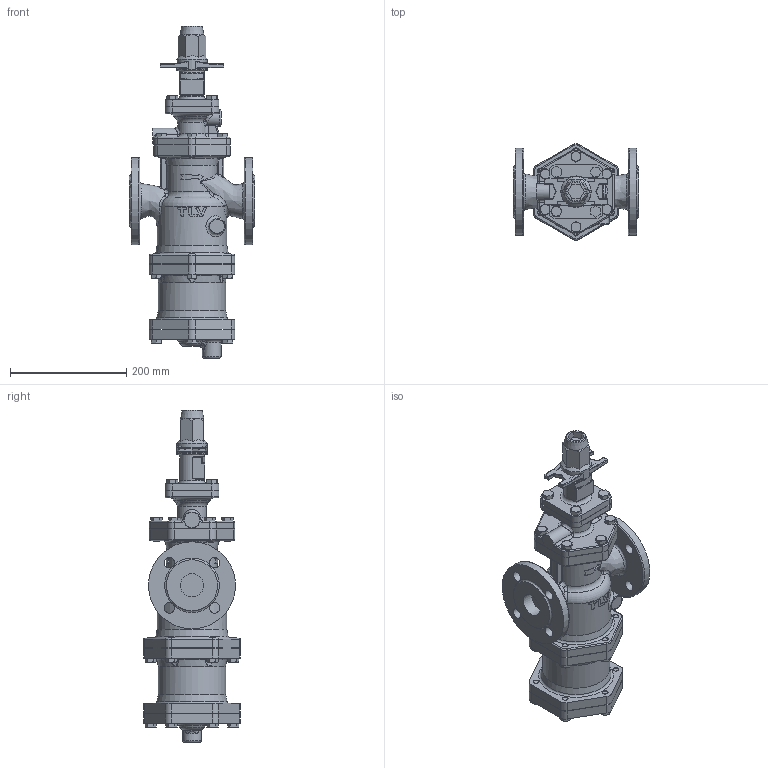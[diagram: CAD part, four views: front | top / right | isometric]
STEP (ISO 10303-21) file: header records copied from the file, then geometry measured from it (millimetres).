
FILE_DESCRIPTION(/* description */ (''),/* implementation_level */ '2;1');
FILE_NAME(/* name */ 'cos3x-040-e0040-00.stp',/* time_stamp */ '2017-11-10T11:17:18+09:00',/* author */ ('nakaot'),/* organization */ (''),/* preprocessor_version */ 'ST-DEVELOPER v15.6',/* originating_system */ 'Autodesk Inventor 2015',/* authorisation */ '');
FILE_SCHEMA (('CONFIG_CONTROL_DESIGN'));
Length unit declared in the file: millimetre
Products named in the file (1): cos3x-040-e0040-00
Bounding box: 216 x 166.02 x 572 mm (x, y, z)
Volume: 5504873 mm3; surface area: 529685 mm2
Topology: 6 solids, 6 shells, 1034 faces, 2515 edges, 1525 vertices
Faces by surface type: plane 367, cylinder 255, bspline 188, cone 134, torus 74, sphere 16
Full cylindrical faces by diameter (mm): 8.376 x22, 10 x22, 12 x22, 17.475 x1, 18 x8, 27 x1, 28 x1, 32 x1, 40 x2, 42 x1, 45 x1, 52 x1, 80 x4, 116 x1, 120 x1, 150 x2
Entity records: 37267 total; most frequent: CARTESIAN_POINT 15552, ORIENTED_EDGE 4582, DIRECTION 4176, EDGE_CURVE 2291, AXIS2_PLACEMENT_3D 1696, VERTEX_POINT 1460, EDGE_LOOP 1285, FACE_OUTER_BOUND 1034
